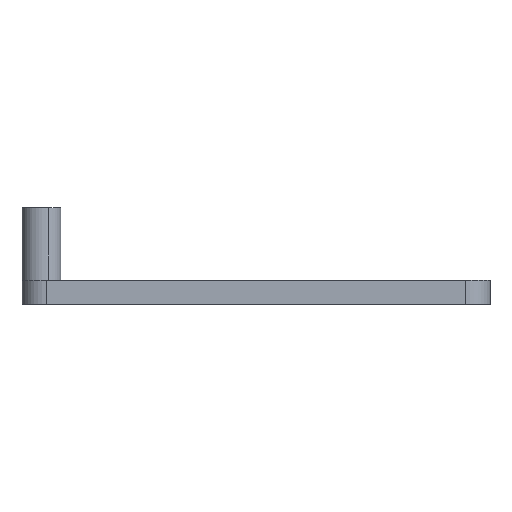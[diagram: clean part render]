
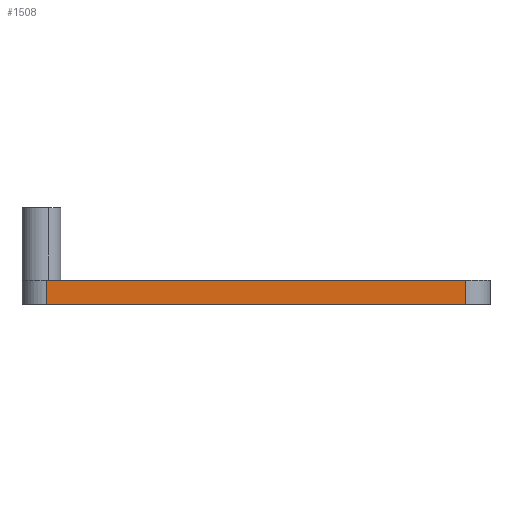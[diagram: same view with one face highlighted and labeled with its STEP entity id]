
A CAD part, left-side view. The second image highlights one B-rep face of the part: STEP entity #1508.
In plain terms, the highlighted planar face has unit normal (-1, 0, 0).
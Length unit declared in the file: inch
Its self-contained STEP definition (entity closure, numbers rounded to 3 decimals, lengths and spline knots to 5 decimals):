
#63 = CARTESIAN_POINT ( 'NONE',  ( 0., -1.70276, 0.19685 ) ) ;
#77 = EDGE_CURVE ( 'NONE', #438, #505, #468, .T. ) ;
#79 = EDGE_CURVE ( 'NONE', #505, #720, #84, .T. ) ;
#84 = LINE ( 'NONE', #596, #475 ) ;
#196 = VERTEX_POINT ( 'NONE', #1000 ) ;
#201 = DIRECTION ( 'NONE',  ( 0., 1., 0. ) ) ;
#214 = VECTOR ( 'NONE', #957, 39.37008 ) ;
#216 = VECTOR ( 'NONE', #383, 39.37008 ) ;
#254 = ORIENTED_EDGE ( 'NONE', *, *, #77, .T. ) ;
#340 = EDGE_LOOP ( 'NONE', ( #1157, #1011, #841, #254 ) ) ;
#353 = VECTOR ( 'NONE', #1423, 39.37008 ) ;
#372 = EDGE_CURVE ( 'NONE', #438, #196, #543, .T. ) ;
#383 = DIRECTION ( 'NONE',  ( 0., 0., -1. ) ) ;
#435 = DIRECTION ( 'NONE',  ( 1., 0., 0. ) ) ;
#438 = VERTEX_POINT ( 'NONE', #1366 ) ;
#468 = LINE ( 'NONE', #1086, #214 ) ;
#475 = VECTOR ( 'NONE', #1110, 39.37008 ) ;
#505 = VERTEX_POINT ( 'NONE', #1482 ) ;
#543 = LINE ( 'NONE', #1545, #353 ) ;
#596 = CARTESIAN_POINT ( 'NONE',  ( 0., -1.70276, 0. ) ) ;
#618 = EDGE_CURVE ( 'NONE', #196, #720, #892, .T. ) ;
#670 = CARTESIAN_POINT ( 'NONE',  ( 0., -1.70276, 0. ) ) ;
#720 = VERTEX_POINT ( 'NONE', #670 ) ;
#841 = ORIENTED_EDGE ( 'NONE', *, *, #372, .F. ) ;
#892 = LINE ( 'NONE', #1126, #216 ) ;
#957 = DIRECTION ( 'NONE',  ( 0., 0., -1. ) ) ;
#1000 = CARTESIAN_POINT ( 'NONE',  ( 0., -1.70276, 0.19685 ) ) ;
#1011 = ORIENTED_EDGE ( 'NONE', *, *, #618, .F. ) ;
#1056 = FACE_OUTER_BOUND ( 'NONE', #340, .T. ) ;
#1086 = CARTESIAN_POINT ( 'NONE',  ( 0., 1.70276, 0.19685 ) ) ;
#1110 = DIRECTION ( 'NONE',  ( 0., -1., 0. ) ) ;
#1126 = CARTESIAN_POINT ( 'NONE',  ( 0., -1.70276, 0.19685 ) ) ;
#1157 = ORIENTED_EDGE ( 'NONE', *, *, #79, .T. ) ;
#1366 = CARTESIAN_POINT ( 'NONE',  ( 0., 1.70276, 0.19685 ) ) ;
#1370 = AXIS2_PLACEMENT_3D ( 'NONE', #63, #435, #201 ) ;
#1423 = DIRECTION ( 'NONE',  ( 0., -1., 0. ) ) ;
#1482 = CARTESIAN_POINT ( 'NONE',  ( 0., 1.70276, 0. ) ) ;
#1508 = ADVANCED_FACE ( 'NONE', ( #1056 ), #1577, .F. ) ;
#1545 = CARTESIAN_POINT ( 'NONE',  ( 0., -1.70276, 0.19685 ) ) ;
#1577 = PLANE ( 'NONE',  #1370 ) ;
